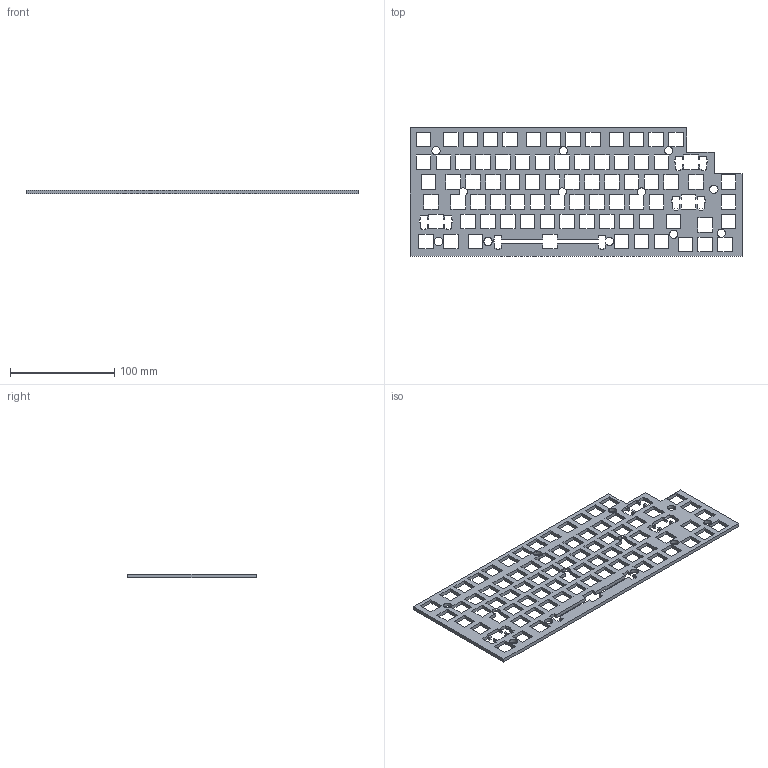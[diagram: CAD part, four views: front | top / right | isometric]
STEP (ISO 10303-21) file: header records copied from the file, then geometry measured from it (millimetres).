
FILE_DESCRIPTION(/* description */ (''),/* implementation_level */ '2;1');
FILE_NAME(/* name */ 'contempt75_Case foam v1.step',/* time_stamp */ '2022-03-23T22:01:28+08:00',/* author */ (''),/* organization */ (''),/* preprocessor_version */ 'ST-DEVELOPER v18.1',/* originating_system */ 'Autodesk Translation Framework v10.13.0.1454',/* authorisation */ '');
FILE_SCHEMA (('AUTOMOTIVE_DESIGN { 1 0 10303 214 3 1 1 }'));
Length unit declared in the file: millimetre
Products named in the file (1): contempt75_Case foam
Bounding box: 319.17 x 123.29 x 3.5 mm (x, y, z)
Volume: 70564.4 mm3; surface area: 61498.5 mm2
Topology: 1 solids, 1 shells, 474 faces, 1416 edges, 944 vertices
Faces by surface type: plane 456, cylinder 18
Full cylindrical faces by diameter (mm): 8 x8
Entity records: 15997 total; most frequent: CARTESIAN_POINT 2835, ORIENTED_EDGE 2832, DIRECTION 2402, EDGE_CURVE 1416, LINE 1380, VECTOR 1380, VERTEX_POINT 944, EDGE_LOOP 638
